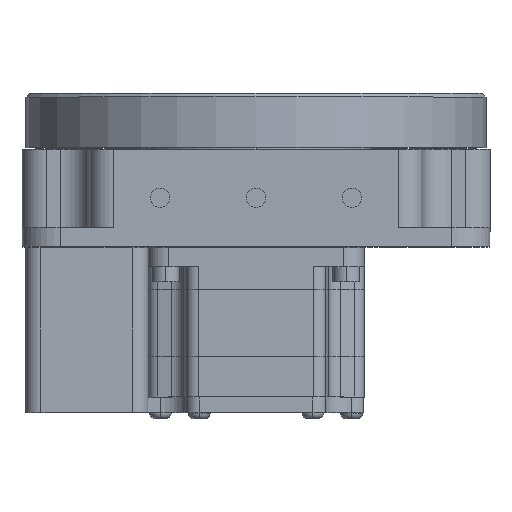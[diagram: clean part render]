
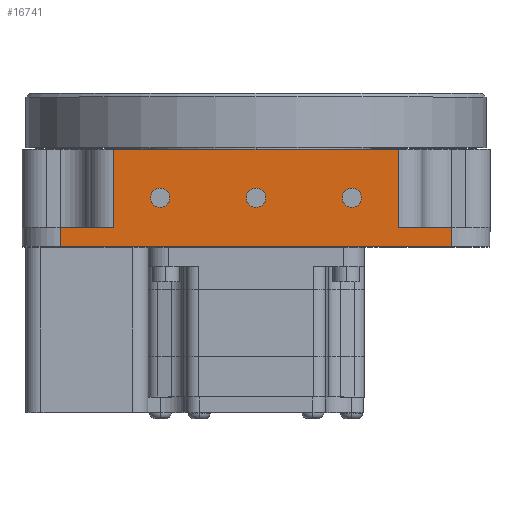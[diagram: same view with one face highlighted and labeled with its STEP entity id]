
A CAD part, top view. The second image highlights one B-rep face of the part: STEP entity #16741.
In plain terms, the highlighted planar face has unit normal (0, 0, 1).
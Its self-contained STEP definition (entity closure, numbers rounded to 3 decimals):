
#189 = CARTESIAN_POINT ( 'NONE',  ( -37.1, 25.38, 61. ) ) ;
#312 = VERTEX_POINT ( 'NONE', #1307 ) ;
#420 = CARTESIAN_POINT ( 'NONE',  ( 51., 25.38, 61. ) ) ;
#566 = AXIS2_PLACEMENT_3D ( 'NONE', #11957, #14002, #8831 ) ;
#654 = CARTESIAN_POINT ( 'NONE',  ( -37.1, 5., 61. ) ) ;
#709 = EDGE_CURVE ( 'NONE', #9923, #15556, #8340, .T. ) ;
#966 = AXIS2_PLACEMENT_3D ( 'NONE', #7126, #13716, #5506 ) ;
#1015 = FACE_BOUND ( 'NONE', #2486, .T. ) ;
#1104 = VECTOR ( 'NONE', #11694, 1000. ) ;
#1148 = CARTESIAN_POINT ( 'NONE',  ( 51., 0., 61. ) ) ;
#1307 = CARTESIAN_POINT ( 'NONE',  ( 37.1, 25.38, 61. ) ) ;
#1331 = DIRECTION ( 'NONE',  ( -1., 0., 0. ) ) ;
#1657 = CIRCLE ( 'NONE', #966, 2.5 ) ;
#1757 = EDGE_CURVE ( 'NONE', #9923, #312, #13448, .T. ) ;
#1787 = VERTEX_POINT ( 'NONE', #20875 ) ;
#1851 = VERTEX_POINT ( 'NONE', #1148 ) ;
#1946 = DIRECTION ( 'NONE',  ( 1., 0., 0. ) ) ;
#2347 = VECTOR ( 'NONE', #1946, 1000. ) ;
#2486 = EDGE_LOOP ( 'NONE', ( #10125, #12287 ) ) ;
#2728 = VERTEX_POINT ( 'NONE', #21005 ) ;
#2754 = AXIS2_PLACEMENT_3D ( 'NONE', #4389, #4489, #10965 ) ;
#2822 = DIRECTION ( 'NONE',  ( 0., 0., -1. ) ) ;
#2936 = FACE_BOUND ( 'NONE', #8550, .T. ) ;
#3496 = CARTESIAN_POINT ( 'NONE',  ( -51., 5., 61. ) ) ;
#3578 = VECTOR ( 'NONE', #16801, 1000. ) ;
#3671 = CARTESIAN_POINT ( 'NONE',  ( 0., 12.7, 61. ) ) ;
#4190 = CARTESIAN_POINT ( 'NONE',  ( 37.1, 36.8, 61. ) ) ;
#4209 = VERTEX_POINT ( 'NONE', #13680 ) ;
#4273 = DIRECTION ( 'NONE',  ( 1., 0., 0. ) ) ;
#4389 = CARTESIAN_POINT ( 'NONE',  ( 0., 12.7, 61. ) ) ;
#4489 = DIRECTION ( 'NONE',  ( 0., 0., 1. ) ) ;
#5199 = VERTEX_POINT ( 'NONE', #6568 ) ;
#5325 = EDGE_CURVE ( 'NONE', #8457, #15556, #15521, .T. ) ;
#5351 = DIRECTION ( 'NONE',  ( 1., 0., 0. ) ) ;
#5379 = EDGE_CURVE ( 'NONE', #312, #5552, #14016, .T. ) ;
#5506 = DIRECTION ( 'NONE',  ( 1., 0., 0. ) ) ;
#5508 = VERTEX_POINT ( 'NONE', #16367 ) ;
#5552 = VERTEX_POINT ( 'NONE', #8184 ) ;
#5853 = EDGE_CURVE ( 'NONE', #10834, #1851, #9020, .T. ) ;
#6485 = ORIENTED_EDGE ( 'NONE', *, *, #5853, .T. ) ;
#6568 = CARTESIAN_POINT ( 'NONE',  ( 22.5, 12.7, 61. ) ) ;
#6651 = DIRECTION ( 'NONE',  ( 0., -1., 0. ) ) ;
#6673 = CIRCLE ( 'NONE', #21142, 2.5 ) ;
#6808 = CARTESIAN_POINT ( 'NONE',  ( 25., 12.7, 61. ) ) ;
#7026 = EDGE_CURVE ( 'NONE', #20683, #5508, #17897, .T. ) ;
#7126 = CARTESIAN_POINT ( 'NONE',  ( -25., 12.7, 61. ) ) ;
#7593 = ORIENTED_EDGE ( 'NONE', *, *, #1757, .F. ) ;
#8184 = CARTESIAN_POINT ( 'NONE',  ( 37.1, 5., 61. ) ) ;
#8340 = LINE ( 'NONE', #11368, #1104 ) ;
#8457 = VERTEX_POINT ( 'NONE', #3496 ) ;
#8458 = EDGE_LOOP ( 'NONE', ( #9781, #11247 ) ) ;
#8550 = EDGE_LOOP ( 'NONE', ( #18332, #19524 ) ) ;
#8831 = DIRECTION ( 'NONE',  ( 1., 0., 0. ) ) ;
#9020 = LINE ( 'NONE', #13991, #14774 ) ;
#9132 = VECTOR ( 'NONE', #6651, 1000. ) ;
#9151 = CARTESIAN_POINT ( 'NONE',  ( -51., 0., 61. ) ) ;
#9160 = DIRECTION ( 'NONE',  ( 0., -1., 0. ) ) ;
#9405 = EDGE_CURVE ( 'NONE', #2728, #1851, #18719, .T. ) ;
#9440 = CARTESIAN_POINT ( 'NONE',  ( 37.1, 5., 61. ) ) ;
#9452 = CARTESIAN_POINT ( 'NONE',  ( -2.5, 12.7, 61. ) ) ;
#9637 = CARTESIAN_POINT ( 'NONE',  ( -51., 25.38, 61. ) ) ;
#9781 = ORIENTED_EDGE ( 'NONE', *, *, #16939, .F. ) ;
#9923 = VERTEX_POINT ( 'NONE', #189 ) ;
#10125 = ORIENTED_EDGE ( 'NONE', *, *, #12435, .F. ) ;
#10152 = DIRECTION ( 'NONE',  ( 0., 0., 1. ) ) ;
#10834 = VERTEX_POINT ( 'NONE', #9151 ) ;
#10965 = DIRECTION ( 'NONE',  ( 1., 0., 0. ) ) ;
#11247 = ORIENTED_EDGE ( 'NONE', *, *, #7026, .F. ) ;
#11269 = CARTESIAN_POINT ( 'NONE',  ( -37.1, 5., 61. ) ) ;
#11368 = CARTESIAN_POINT ( 'NONE',  ( -37.1, 36.8, 61. ) ) ;
#11577 = VERTEX_POINT ( 'NONE', #12011 ) ;
#11611 = AXIS2_PLACEMENT_3D ( 'NONE', #9637, #2822, #1331 ) ;
#11667 = DIRECTION ( 'NONE',  ( 1., 0., 0. ) ) ;
#11672 = DIRECTION ( 'NONE',  ( 1., 0., 0. ) ) ;
#11694 = DIRECTION ( 'NONE',  ( 0., -1., 0. ) ) ;
#11957 = CARTESIAN_POINT ( 'NONE',  ( 25., 12.7, 61. ) ) ;
#12011 = CARTESIAN_POINT ( 'NONE',  ( -27.5, 12.7, 61. ) ) ;
#12287 = ORIENTED_EDGE ( 'NONE', *, *, #17073, .F. ) ;
#12435 = EDGE_CURVE ( 'NONE', #1787, #11577, #6673, .T. ) ;
#12483 = ORIENTED_EDGE ( 'NONE', *, *, #17757, .F. ) ;
#12566 = CIRCLE ( 'NONE', #14991, 2.5 ) ;
#12652 = FACE_BOUND ( 'NONE', #8458, .T. ) ;
#12772 = LINE ( 'NONE', #9440, #14416 ) ;
#13365 = VECTOR ( 'NONE', #9160, 1000. ) ;
#13448 = LINE ( 'NONE', #20118, #17164 ) ;
#13680 = CARTESIAN_POINT ( 'NONE',  ( 27.5, 12.7, 61. ) ) ;
#13716 = DIRECTION ( 'NONE',  ( 0., 0., 1. ) ) ;
#13901 = ORIENTED_EDGE ( 'NONE', *, *, #5325, .F. ) ;
#13991 = CARTESIAN_POINT ( 'NONE',  ( -51., 0., 61. ) ) ;
#14002 = DIRECTION ( 'NONE',  ( 0., 0., 1. ) ) ;
#14016 = LINE ( 'NONE', #4190, #13365 ) ;
#14391 = PLANE ( 'NONE',  #11611 ) ;
#14416 = VECTOR ( 'NONE', #16018, 1000. ) ;
#14774 = VECTOR ( 'NONE', #4273, 1000. ) ;
#14776 = EDGE_CURVE ( 'NONE', #8457, #10834, #21330, .T. ) ;
#14991 = AXIS2_PLACEMENT_3D ( 'NONE', #6808, #10152, #11672 ) ;
#15521 = LINE ( 'NONE', #654, #2347 ) ;
#15556 = VERTEX_POINT ( 'NONE', #11269 ) ;
#15760 = CIRCLE ( 'NONE', #19192, 2.5 ) ;
#15878 = FACE_OUTER_BOUND ( 'NONE', #18865, .T. ) ;
#16018 = DIRECTION ( 'NONE',  ( 1., 0., 0. ) ) ;
#16029 = CARTESIAN_POINT ( 'NONE',  ( -25., 12.7, 61. ) ) ;
#16050 = ORIENTED_EDGE ( 'NONE', *, *, #9405, .F. ) ;
#16125 = EDGE_CURVE ( 'NONE', #5199, #4209, #18453, .T. ) ;
#16205 = ORIENTED_EDGE ( 'NONE', *, *, #5379, .F. ) ;
#16367 = CARTESIAN_POINT ( 'NONE',  ( 2.5, 12.7, 61. ) ) ;
#16741 = ADVANCED_FACE ( 'NONE', ( #2936, #12652, #1015, #15878 ), #14391, .F. ) ;
#16801 = DIRECTION ( 'NONE',  ( 0., -1., 0. ) ) ;
#16939 = EDGE_CURVE ( 'NONE', #5508, #20683, #15760, .T. ) ;
#17073 = EDGE_CURVE ( 'NONE', #11577, #1787, #1657, .T. ) ;
#17164 = VECTOR ( 'NONE', #5351, 1000. ) ;
#17622 = DIRECTION ( 'NONE',  ( 1., 0., 0. ) ) ;
#17757 = EDGE_CURVE ( 'NONE', #5552, #2728, #12772, .T. ) ;
#17812 = ORIENTED_EDGE ( 'NONE', *, *, #709, .T. ) ;
#17897 = CIRCLE ( 'NONE', #2754, 2.5 ) ;
#18319 = DIRECTION ( 'NONE',  ( 0., 0., 1. ) ) ;
#18332 = ORIENTED_EDGE ( 'NONE', *, *, #19536, .F. ) ;
#18453 = CIRCLE ( 'NONE', #566, 2.5 ) ;
#18719 = LINE ( 'NONE', #420, #3578 ) ;
#18865 = EDGE_LOOP ( 'NONE', ( #16205, #7593, #17812, #13901, #21203, #6485, #16050, #12483 ) ) ;
#19192 = AXIS2_PLACEMENT_3D ( 'NONE', #3671, #18319, #11667 ) ;
#19524 = ORIENTED_EDGE ( 'NONE', *, *, #16125, .F. ) ;
#19536 = EDGE_CURVE ( 'NONE', #4209, #5199, #12566, .T. ) ;
#19916 = CARTESIAN_POINT ( 'NONE',  ( -51., 25.38, 61. ) ) ;
#20118 = CARTESIAN_POINT ( 'NONE',  ( -51., 25.38, 61. ) ) ;
#20683 = VERTEX_POINT ( 'NONE', #9452 ) ;
#20873 = DIRECTION ( 'NONE',  ( 0., 0., 1. ) ) ;
#20875 = CARTESIAN_POINT ( 'NONE',  ( -22.5, 12.7, 61. ) ) ;
#21005 = CARTESIAN_POINT ( 'NONE',  ( 51., 5., 61. ) ) ;
#21142 = AXIS2_PLACEMENT_3D ( 'NONE', #16029, #20873, #17622 ) ;
#21203 = ORIENTED_EDGE ( 'NONE', *, *, #14776, .T. ) ;
#21330 = LINE ( 'NONE', #19916, #9132 ) ;
